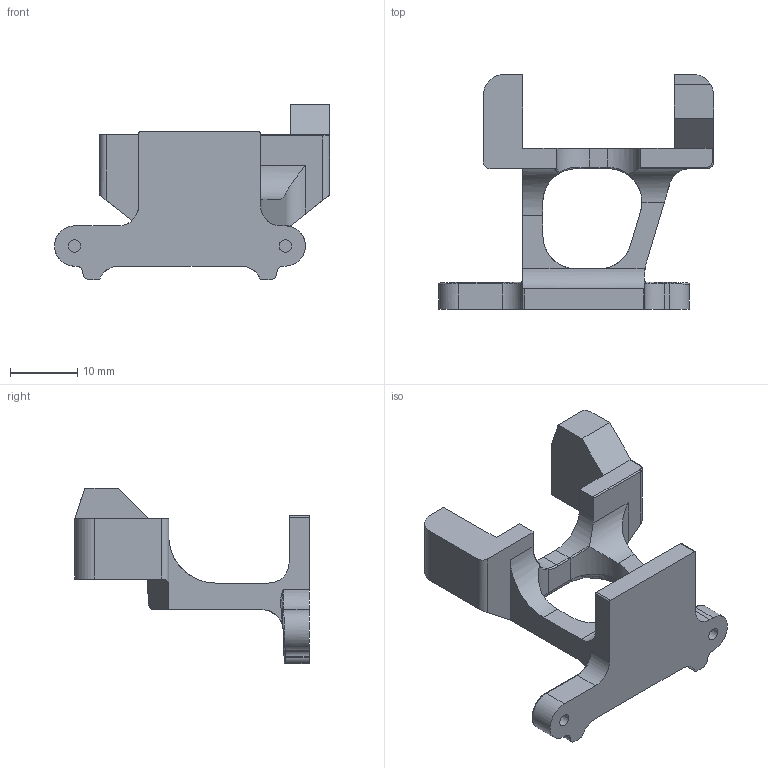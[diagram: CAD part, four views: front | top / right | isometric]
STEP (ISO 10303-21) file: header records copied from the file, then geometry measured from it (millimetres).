
FILE_DESCRIPTION(/* description */ (''),/* implementation_level */ '2;1');
FILE_NAME(/* name */ 'CAMTILT-P-SERVO-MOUNT-R3.step',/* time_stamp */ '2021-07-08T08:29:18+02:00',/* author */ (''),/* organization */ (''),/* preprocessor_version */ 'ST-DEVELOPER v18.1',/* originating_system */ 'Autodesk Translation Framework v10.9.0.1377',/* authorisation */ '');
FILE_SCHEMA (('AUTOMOTIVE_DESIGN { 1 0 10303 214 3 1 1 }'));
Length unit declared in the file: millimetre
Products named in the file (1): CAMTILT-P-SERVO-MOUNT-R3
Bounding box: 41 x 34.95 x 26.1 mm (x, y, z)
Volume: 4792.8 mm3; surface area: 3634.4 mm2
Topology: 1 solids, 1 shells, 124 faces, 322 edges, 200 vertices
Faces by surface type: cylinder 51, plane 50, bspline 18, torus 5
Full cylindrical faces by diameter (mm): 1.854 x4
Entity records: 5107 total; most frequent: CARTESIAN_POINT 2130, ORIENTED_EDGE 640, DIRECTION 591, EDGE_CURVE 320, AXIS2_PLACEMENT_3D 211, VERTEX_POINT 200, LINE 169, VECTOR 169
